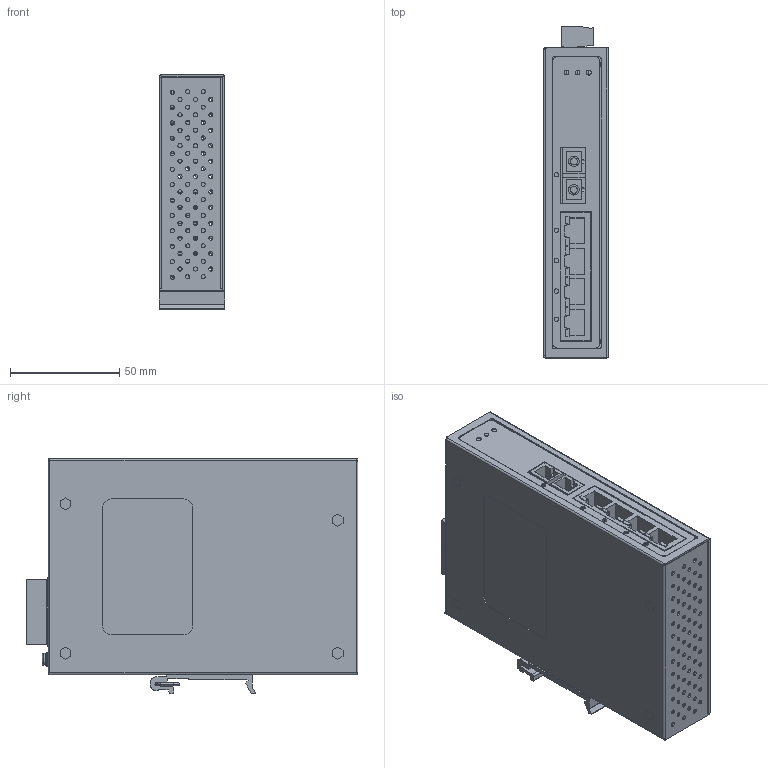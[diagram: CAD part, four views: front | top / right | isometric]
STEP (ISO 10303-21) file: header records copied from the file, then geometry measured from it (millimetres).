
FILE_DESCRIPTION (( 'STEP AP214' ), '1' );
FILE_NAME ('LEONTON_EG2-0800_3D sr1 solid but 16 bad faces1 extTB1ac coord pre CASE MOD for ET2-0502M 1aCd cmb1Cc mm coord fxt.STEP', '2023-07-19T14:32:21', ( '' ), ( '' ), 'SwSTEP 2.0', 'SolidWorks 2021', '' );
FILE_SCHEMA (( 'AUTOMOTIVE_DESIGN' ));
Length unit declared in the file: inch
Products named in the file (1): LEONTON_EG2-0800_3D sr1 solid but 16 bad faces1 extTB1ac coord pre CASE MOD for ET2-0502M 1aCd cmb1Cc mm coord fxt
Bounding box: 30 x 152.14 x 108.16 mm (x, y, z)
Volume: 67614.7 mm3; surface area: 111133 mm2
Topology: 33 solids, 33 shells, 2061 faces, 5296 edges, 3356 vertices
Faces by surface type: plane 1007, cylinder 792, cone 128, bspline 110, torus 18, sphere 6
Entity records: 68189 total; most frequent: CARTESIAN_POINT 16953, DIRECTION 10662, ORIENTED_EDGE 10458, EDGE_CURVE 5229, AXIS2_PLACEMENT_3D 3766, VERTEX_POINT 3352, LINE 3130, VECTOR 3130
